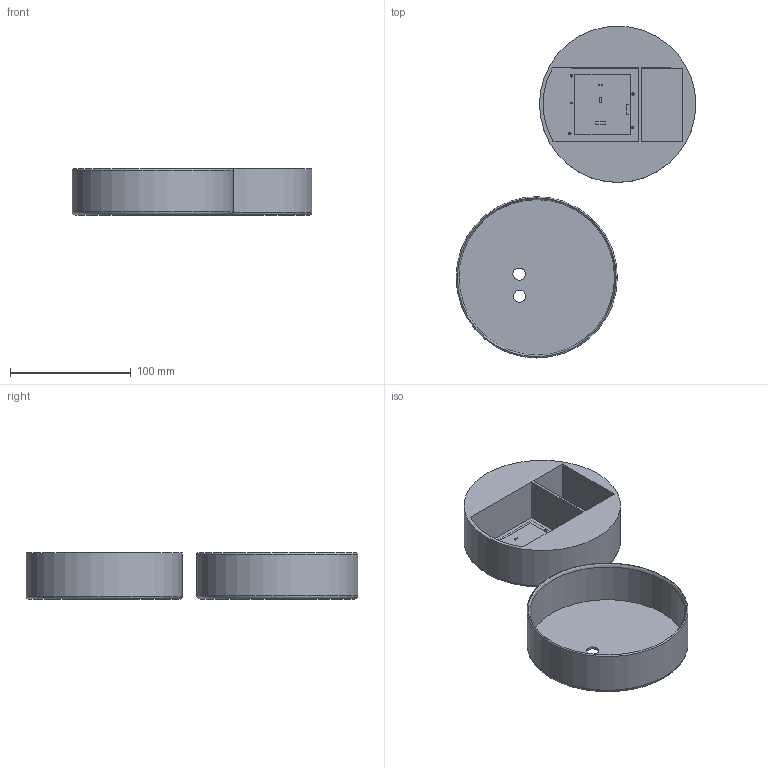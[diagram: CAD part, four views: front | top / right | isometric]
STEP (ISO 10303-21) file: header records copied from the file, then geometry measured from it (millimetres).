
FILE_DESCRIPTION(/* description */ (''),/* implementation_level */ '2;1');
FILE_NAME(/* name */ 'Cylinder3D v1.step',/* time_stamp */ '2018-11-18T18:41:57-05:00',/* author */ ('ar498XE8DR'),/* organization */ (''),/* preprocessor_version */ 'ST-DEVELOPER v17.2',/* originating_system */ 'Autodesk Translation Framework v7.6.0.251',/* authorisation */ '');
FILE_SCHEMA (('AUTOMOTIVE_DESIGN { 1 0 10303 214 3 1 1 }'));
Length unit declared in the file: millimetre
Products named in the file (10): Cylinder3D; PCB Component; Board; AB9V; LED5MM; 100K; 100; PUSHBUTTON_SMD_SJ; ARDUINOR3-BPLACE; Component15
Assembly tree (9 placements, depth 3):
  Cylinder3D
    PCB Component
      Board
      AB9V
      LED5MM
      100K
      100
      PUSHBUTTON_SMD_SJ
      ARDUINOR3-BPLACE
      Component15
Bounding box: 198.57 x 274.91 x 38.1 mm (x, y, z)
Volume: 327359 mm3; surface area: 128545.5 mm2
Topology: 9 solids, 9 shells, 115 faces, 287 edges, 192 vertices
Faces by surface type: plane 57, cylinder 53, torus 4, cone 1
Full cylindrical faces by diameter (mm): 0.813 x2, 1 x36, 1.118 x2, 2 x6, 10 x1, 128.905 x1, 129.545 x1, 133.546 x1
Entity records: 3980 total; most frequent: DIRECTION 681, CARTESIAN_POINT 612, ORIENTED_EDGE 572, EDGE_CURVE 286, AXIS2_PLACEMENT_3D 261, EDGE_LOOP 210, VERTEX_POINT 192, LINE 159
